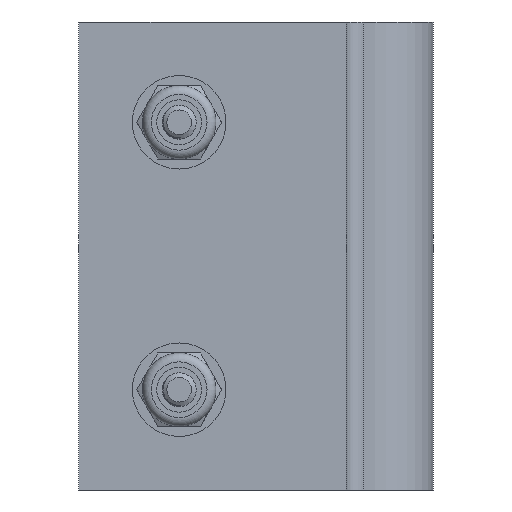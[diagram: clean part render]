
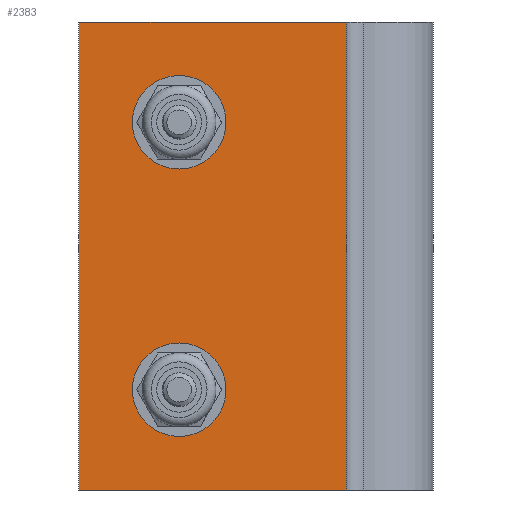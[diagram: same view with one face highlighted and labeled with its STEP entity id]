
A CAD part, left-side view. The second image highlights one B-rep face of the part: STEP entity #2383.
In plain terms, the highlighted planar face has unit normal (-1, 0, 0).
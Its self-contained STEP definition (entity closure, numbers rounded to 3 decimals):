
#302=FACE_BOUND('',#495,.T.);
#303=FACE_BOUND('',#496,.T.);
#316=PLANE('',#2586);
#350=FACE_OUTER_BOUND('',#494,.T.);
#494=EDGE_LOOP('',(#1595,#1596,#1597,#1598));
#495=EDGE_LOOP('',(#1599));
#496=EDGE_LOOP('',(#1600));
#651=LINE('',#3587,#754);
#653=LINE('',#3593,#756);
#654=LINE('',#3595,#757);
#655=LINE('',#3596,#758);
#754=VECTOR('',#2900,35.);
#756=VECTOR('',#2906,20.);
#757=VECTOR('',#2907,35.);
#758=VECTOR('',#2908,20.);
#850=CIRCLE('',#2574,1.6);
#852=CIRCLE('',#2577,1.6);
#962=VERTEX_POINT('',#3556);
#964=VERTEX_POINT('',#3562);
#972=VERTEX_POINT('',#3583);
#974=VERTEX_POINT('',#3586);
#976=VERTEX_POINT('',#3592);
#977=VERTEX_POINT('',#3594);
#1204=EDGE_CURVE('',#962,#962,#850,.T.);
#1207=EDGE_CURVE('',#964,#964,#852,.T.);
#1218=EDGE_CURVE('',#972,#974,#651,.T.);
#1221=EDGE_CURVE('',#976,#972,#653,.T.);
#1222=EDGE_CURVE('',#976,#977,#654,.T.);
#1223=EDGE_CURVE('',#977,#974,#655,.T.);
#1595=ORIENTED_EDGE('',*,*,#1221,.F.);
#1596=ORIENTED_EDGE('',*,*,#1222,.T.);
#1597=ORIENTED_EDGE('',*,*,#1223,.T.);
#1598=ORIENTED_EDGE('',*,*,#1218,.F.);
#1599=ORIENTED_EDGE('',*,*,#1204,.F.);
#1600=ORIENTED_EDGE('',*,*,#1207,.F.);
#2383=ADVANCED_FACE('',(#350,#302,#303),#316,.F.);
#2574=AXIS2_PLACEMENT_3D('',#3557,#2871,#2872);
#2577=AXIS2_PLACEMENT_3D('',#3563,#2878,#2879);
#2586=AXIS2_PLACEMENT_3D('',#3591,#2904,#2905);
#2871=DIRECTION('center_axis',(-1.,0.,0.));
#2872=DIRECTION('ref_axis',(0.,-1.,0.));
#2878=DIRECTION('center_axis',(-1.,0.,0.));
#2879=DIRECTION('ref_axis',(0.,-1.,0.));
#2900=DIRECTION('',(0.,0.,-1.));
#2904=DIRECTION('center_axis',(1.,0.,0.));
#2905=DIRECTION('ref_axis',(0.,-1.,0.));
#2906=DIRECTION('',(0.,-1.,0.));
#2907=DIRECTION('',(0.,0.,-1.));
#2908=DIRECTION('',(0.,-1.,0.));
#3556=CARTESIAN_POINT('',(-39.25,-180.15,289.));
#3557=CARTESIAN_POINT('Origin',(-39.25,-181.75,289.));
#3562=CARTESIAN_POINT('',(-39.25,-180.15,309.));
#3563=CARTESIAN_POINT('Origin',(-39.25,-181.75,309.));
#3583=CARTESIAN_POINT('',(-39.25,-194.25,316.5));
#3586=CARTESIAN_POINT('',(-39.25,-194.25,281.5));
#3587=CARTESIAN_POINT('',(-39.25,-194.25,316.5));
#3591=CARTESIAN_POINT('Origin',(-39.25,-174.25,316.5));
#3592=CARTESIAN_POINT('',(-39.25,-174.25,316.5));
#3593=CARTESIAN_POINT('',(-39.25,-174.25,316.5));
#3594=CARTESIAN_POINT('',(-39.25,-174.25,281.5));
#3595=CARTESIAN_POINT('',(-39.25,-174.25,316.5));
#3596=CARTESIAN_POINT('',(-39.25,-174.25,281.5));
